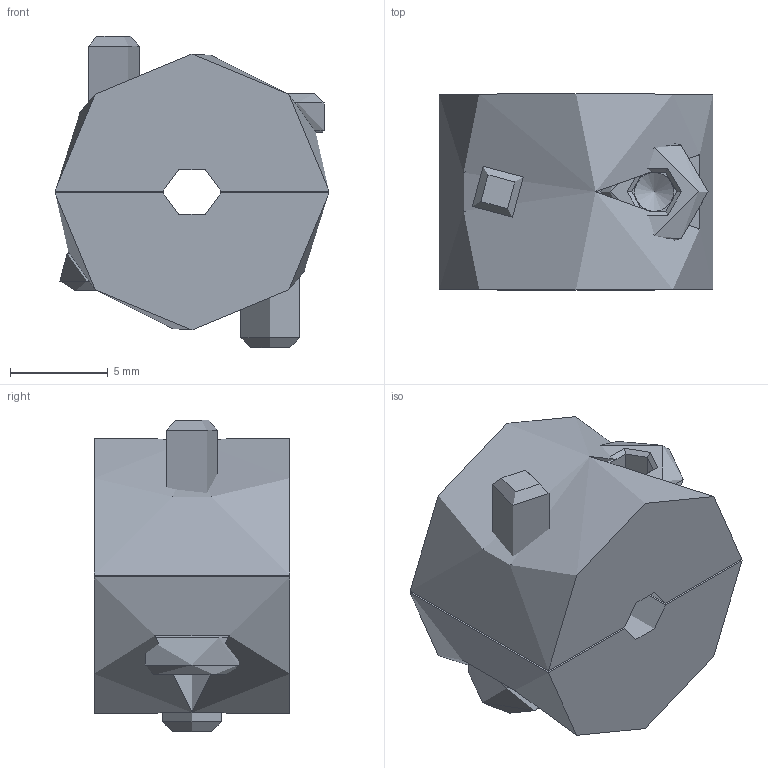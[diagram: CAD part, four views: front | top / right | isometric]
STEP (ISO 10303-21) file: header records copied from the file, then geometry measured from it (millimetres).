
FILE_DESCRIPTION (( 'STEP AP203' ), '1' );
FILE_NAME ('100072003.step', '2021-10-12T11:38:02', ( '' ), ( '' ), 'SwSTEP 2.0', 'SolidWorks 2018', '' );
FILE_SCHEMA (( 'CONFIG_CONTROL_DESIGN' ));
Length unit declared in the file: millimetre
Products named in the file (9): 10007200X Teil1_100072003 Teil1; 10007200X Teil1; DIN 7984; 100072003; DIN 7984_DIN 7984 M3x13
Assembly tree (7 placements, depth 2):
  100072003
    DIN 7984
    DIN 7984
    10007200X Teil1
  10007200X Teil1
  100072003
    10007200X Teil1_100072003 Teil1
    10007200X Teil1_100072003 Teil1
    DIN 7984_DIN 7984 M3x13  x2
Bounding box: 14 x 10 x 15.9 mm (x, y, z)
Volume: 1447.9 mm3; surface area: 1583.7 mm2
Topology: 4 solids, 4 shells, 338 faces, 865 edges, 570 vertices
Faces by surface type: plane 177, bspline 133, cylinder 16, cone 6, torus 6
Full cylindrical faces by diameter (mm): 2.5 x2, 3 x2, 3.3 x2, 5.5 x2
Entity records: 19198 total; most frequent: CARTESIAN_POINT 11640, ORIENTED_EDGE 1572, DIRECTION 932, EDGE_CURVE 786, VERTEX_POINT 526, VECTOR 480, LINE 480, EDGE_LOOP 362
